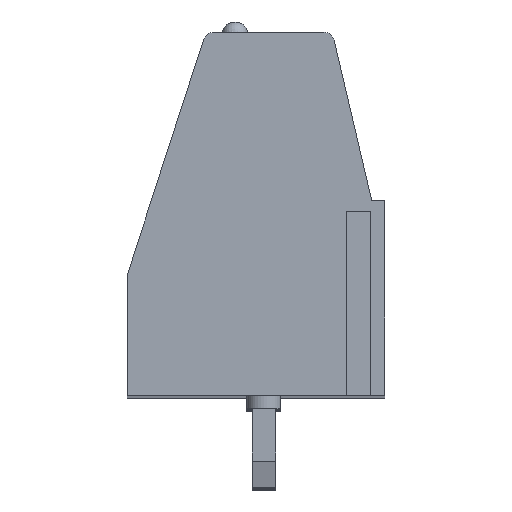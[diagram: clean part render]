
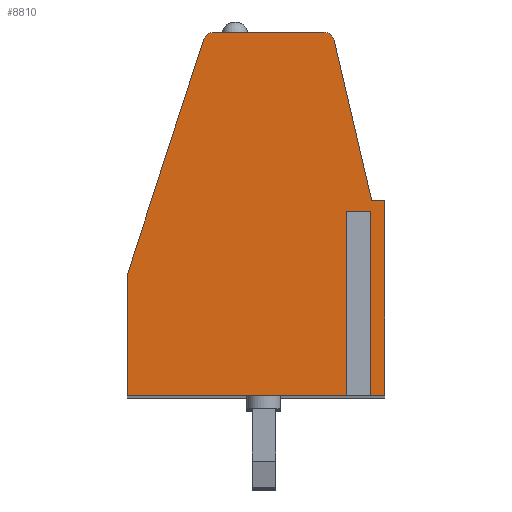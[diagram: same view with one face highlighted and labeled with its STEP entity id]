
A CAD part, top view. The second image highlights one B-rep face of the part: STEP entity #8810.
In plain terms, the highlighted planar face has unit normal (0, 0, 1).
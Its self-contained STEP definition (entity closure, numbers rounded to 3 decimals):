
#7720=CARTESIAN_POINT('',(-118.259,0.
   ,-2.46));
#7730=DIRECTION('',(0.,0.,
   -1.));
#7740=DIRECTION('',(-1.,0.,
   0.));
#7750=AXIS2_PLACEMENT_3D('',#7720,#7730,#7740);
#7760=PLANE('',#7750);
#7770=CARTESIAN_POINT('',(-118.259,53.229
   ,-2.46));
#7780=DIRECTION('',(-1.,0.,
   0.));
#7790=VECTOR('',#7780,1.);
#7800=LINE('',#7770,#7790);
#7810=CARTESIAN_POINT('',(-57.047,53.229
   ,-2.46));
#7820=VERTEX_POINT('',#7810);
#7830=CARTESIAN_POINT('',(-61.239,53.229
   ,-2.46));
#7840=VERTEX_POINT('',#7830);
#7850=EDGE_CURVE('',#7820,#7840,#7800,.T.);
#7860=ORIENTED_EDGE('',*,*,#7850,.T.);
#7870=CARTESIAN_POINT('',(-57.047,52.829
   ,-2.46));
#7880=DIRECTION('',(0.,0.,
   -1.));
#7890=DIRECTION('',(-1.,0.,
   0.));
#7900=AXIS2_PLACEMENT_3D('',#7870,#7880,#7890);
#7910=CIRCLE('',#7900,0.4);
#7920=CARTESIAN_POINT('',(-56.657,52.92
   ,-2.46));
#7930=VERTEX_POINT('',#7920);
#7940=EDGE_CURVE('',#7820,#7930,#7910,.T.);
#7950=ORIENTED_EDGE('',*,*,#7940,.F.);
#7960=CARTESIAN_POINT('',(-44.254,0.
   ,-2.46));
#7970=DIRECTION('',(0.228,-0.974,
   0.));
#7980=VECTOR('',#7970,1.);
#7990=LINE('',#7960,#7980);
#8000=CARTESIAN_POINT('',(-55.23,46.829
   ,-2.46));
#8010=VERTEX_POINT('',#8000);
#8020=EDGE_CURVE('',#7930,#8010,#7990,.T.);
#8030=ORIENTED_EDGE('',*,*,#8020,.F.);
#8040=CARTESIAN_POINT('',(-118.259,46.829
   ,-2.46));
#8050=DIRECTION('',(-1.,0.,
   0.));
#8060=VECTOR('',#8050,1.);
#8070=LINE('',#8040,#8060);
#8080=CARTESIAN_POINT('',(-54.73,46.829
   ,-2.46));
#8090=VERTEX_POINT('',#8080);
#8100=EDGE_CURVE('',#8090,#8010,#8070,.T.);
#8110=ORIENTED_EDGE('',*,*,#8100,.T.);
#8120=CARTESIAN_POINT('',(-54.73,0.
   ,-2.46));
#8130=DIRECTION('',(0.,-1.,
   0.));
#8140=VECTOR('',#8130,1.);
#8150=LINE('',#8120,#8140);
#8160=CARTESIAN_POINT('',(-54.73,39.429
   ,-2.46));
#8170=VERTEX_POINT('',#8160);
#8180=EDGE_CURVE('',#8090,#8170,#8150,.T.);
#8190=ORIENTED_EDGE('',*,*,#8180,.F.);
#8200=CARTESIAN_POINT('',(-118.259,39.429
   ,-2.46));
#8210=DIRECTION('',(-1.,0.,
   0.));
#8220=VECTOR('',#8210,1.);
#8230=LINE('',#8200,#8220);
#8240=CARTESIAN_POINT('',(-55.46,39.429
   ,-2.46));
#8250=VERTEX_POINT('',#8240);
#8260=EDGE_CURVE('',#8170,#8250,#8230,.T.);
#8270=ORIENTED_EDGE('',*,*,#8260,.F.);
#8280=CARTESIAN_POINT('',(-55.46,0.
   ,-2.46));
#8290=DIRECTION('',(0.,-1.,
   0.));
#8300=VECTOR('',#8290,1.);
#8310=LINE('',#8280,#8300);
#8320=CARTESIAN_POINT('',(-55.46,46.429
   ,-2.46));
#8330=VERTEX_POINT('',#8320);
#8340=EDGE_CURVE('',#8330,#8250,#8310,.T.);
#8350=ORIENTED_EDGE('',*,*,#8340,.T.);
#8360=CARTESIAN_POINT('',(-118.259,46.429
   ,-2.46));
#8370=DIRECTION('',(-1.,0.,
   0.));
#8380=VECTOR('',#8370,1.);
#8390=LINE('',#8360,#8380);
#8400=CARTESIAN_POINT('',(-55.999,46.429
   ,-2.46));
#8410=VERTEX_POINT('',#8400);
#8420=EDGE_CURVE('',#8330,#8410,#8390,.T.);
#8430=ORIENTED_EDGE('',*,*,#8420,.F.);
#8440=CARTESIAN_POINT('',(-55.999,0.
   ,-2.46));
#8450=DIRECTION('',(0.,-1.,
   0.));
#8460=VECTOR('',#8450,1.);
#8470=LINE('',#8440,#8460);
#8480=CARTESIAN_POINT('',(-55.999,39.429
   ,-2.46));
#8490=VERTEX_POINT('',#8480);
#8500=EDGE_CURVE('',#8410,#8490,#8470,.T.);
#8510=ORIENTED_EDGE('',*,*,#8500,.F.);
#8520=CARTESIAN_POINT('',(-64.53,39.429
   ,-2.46));
#8530=VERTEX_POINT('',#8520);
#8540=EDGE_CURVE('',#8490,#8530,#8230,.T.);
#8550=ORIENTED_EDGE('',*,*,#8540,.F.);
#8560=CARTESIAN_POINT('',(-64.53,0.
   ,-2.46));
#8570=DIRECTION('',(0.,-1.,
   0.));
#8580=VECTOR('',#8570,1.);
#8590=LINE('',#8560,#8580);
#8600=CARTESIAN_POINT('',(-64.53,43.996
   ,-2.46));
#8610=VERTEX_POINT('',#8600);
#8620=EDGE_CURVE('',#8610,#8530,#8590,.T.);
#8630=ORIENTED_EDGE('',*,*,#8620,.T.);
#8640=CARTESIAN_POINT('',(-78.825,0.
   ,-2.46));
#8650=DIRECTION('',(-0.309,-0.951,
   0.));
#8660=VECTOR('',#8650,1.);
#8670=LINE('',#8640,#8660);
#8680=CARTESIAN_POINT('',(-61.619,52.953
   ,-2.46));
#8690=VERTEX_POINT('',#8680);
#8700=EDGE_CURVE('',#8690,#8610,#8670,.T.);
#8710=ORIENTED_EDGE('',*,*,#8700,.T.);
#8720=CARTESIAN_POINT('',(-61.239,52.829
   ,-2.46));
#8730=DIRECTION('',(0.,0.,
   -1.));
#8740=DIRECTION('',(-1.,0.,
   0.));
#8750=AXIS2_PLACEMENT_3D('',#8720,#8730,#8740);
#8760=CIRCLE('',#8750,0.4);
#8770=EDGE_CURVE('',#8690,#7840,#8760,.T.);
#8780=ORIENTED_EDGE('',*,*,#8770,.F.);
#8790=EDGE_LOOP('',(#8780,#8710,#8630,#8550,#8510,#8430,#8350,#8270,
   #8190,#8110,#8030,#7950,#7860));
#8800=FACE_OUTER_BOUND('',#8790,.T.);
#8810=ADVANCED_FACE('',(#8800),#7760,.F.);
